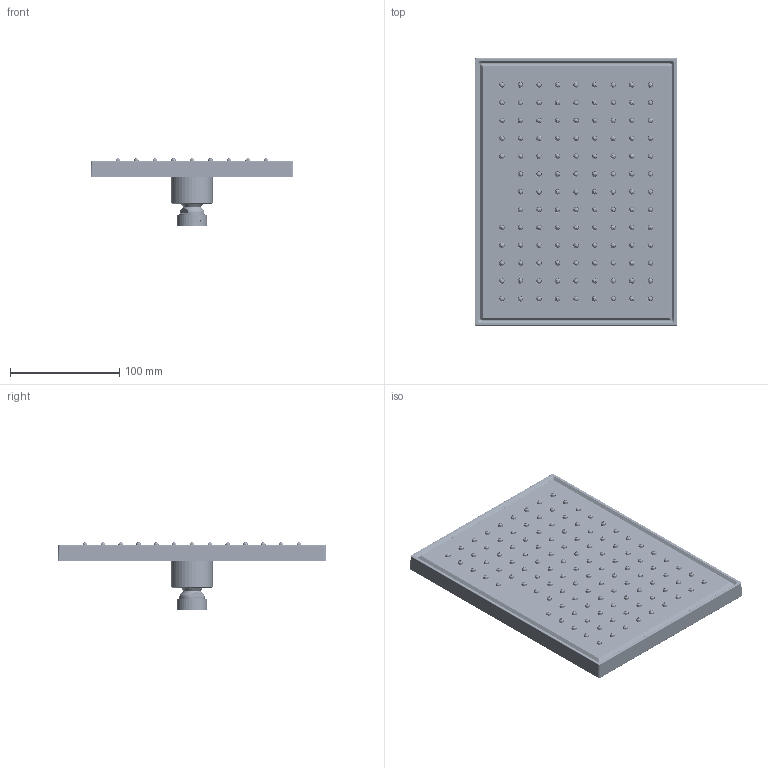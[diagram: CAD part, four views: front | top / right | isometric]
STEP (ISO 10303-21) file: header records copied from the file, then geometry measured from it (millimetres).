
FILE_DESCRIPTION(('CAx-IF Rec.Pracs.---Model Styling and Organization---1.2---2011-12-15','CAx-IF Rec.Pracs.---Geometric and Assembly Validation Properties---4.1---2014-06-16','CAx-IF Rec.Pracs.---PMI Polyline Presentation---2.0---2013-05-24'),'2;1');
FILE_NAME('1000154033_PPR_000.stp','2021-06-23T12:20:37+02:00',(''),(''),'STEP Interface 4.3 by CT CoreTechnologie','3D_Evolution4.3 by CT CoreTechnologie','');
FILE_SCHEMA(('AP203_CONFIGURATION_CONTROLLED_3D_DESIGN_OF_MECHANICAL_PARTS_AND_ASSEMBLIES_MIM_LF'));
Length unit declared in the file: millimetre
Products named in the file (9): P_2 AX KB 200_200 1jet 1.5_1.75_2.5 GP 1000154033_PPR_000_A0; P_2 Strahlscheibe Square AX Grand Canyon 1000154026_PPA_000_A0; P_2 EB gerade Strahleinsatz KB NPS E 1000154032_PPA_000_A0; AX Grand Canyon Square_Abdeckung 1000148131_PPA_000_A3; Senkschraube  ISO10642-M4x10-A2 1000000168_PPA_000_A1; P_2 Verdrehsicherung 1000105363_PPA_000_A0; P_2 Gelenkkugel D7 KB 1000094459_PPA_000_A0; P_2 Ueberwurfmutter AX KB 1000154021_PPA_000_A0; Gewindestift DIN914-M4x6-A2 1000000128_PPA_000_A0
Assembly tree (17 placements, depth 2):
  P_2 AX KB 200_200 1jet 1.5_1.75_2.5 GP 1000154033_PPR_000_A0
    P_2 Strahlscheibe Square AX Grand Canyon 1000154026_PPA_000_A0
    P_2 EB gerade Strahleinsatz KB NPS E 1000154032_PPA_000_A0
    AX Grand Canyon Square_Abdeckung 1000148131_PPA_000_A3
    Senkschraube  ISO10642-M4x10-A2 1000000168_PPA_000_A1  x10
    P_2 Verdrehsicherung 1000105363_PPA_000_A0
    P_2 Gelenkkugel D7 KB 1000094459_PPA_000_A0
    P_2 Ueberwurfmutter AX KB 1000154021_PPA_000_A0
    Gewindestift DIN914-M4x6-A2 1000000128_PPA_000_A0
Bounding box: 186.01 x 246.01 x 62.7 mm (x, y, z)
Volume: 709851.6 mm3; surface area: 223419.9 mm2
Topology: 130 solids, 130 shells, 5125 faces, 10812 edges, 6074 vertices
Faces by surface type: bspline 4151, plane 661, cylinder 313
Entity records: 274539 total; most frequent: CARTESIAN_POINT 124107, ORIENTED_EDGE 20960, DIRECTION 19440, EDGE_CURVE 10480, AXIS2_PLACEMENT_3D 8239, CIRCLE 7346, VERTEX_POINT 5876, EDGE_LOOP 5350
